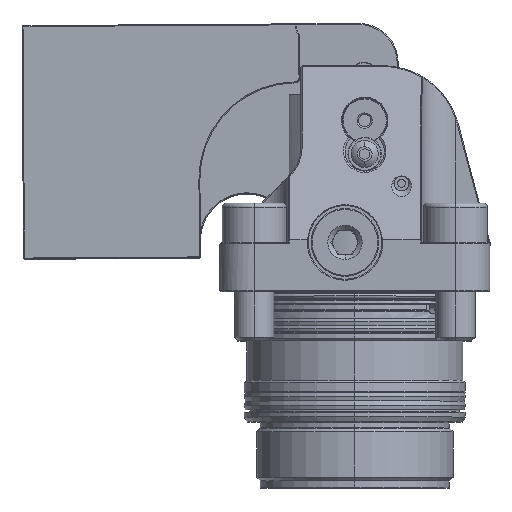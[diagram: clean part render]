
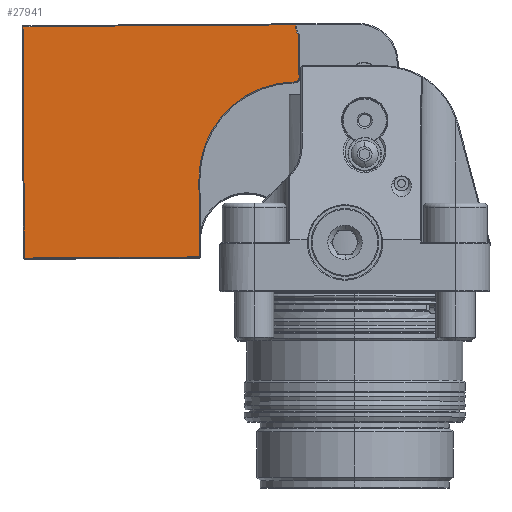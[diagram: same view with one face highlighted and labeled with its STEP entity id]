
A CAD part, top view. The second image highlights one B-rep face of the part: STEP entity #27941.
In plain terms, the highlighted planar face has unit normal (0, 0, 1).
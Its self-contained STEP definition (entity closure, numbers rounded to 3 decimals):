
#3669 = VERTEX_POINT ( 'NONE', #6790 ) ;
#3840 = EDGE_CURVE ( 'NONE', #8234, #27299, #22060, .T. ) ;
#3895 = VECTOR ( 'NONE', #16896, 1000. ) ;
#4197 = EDGE_CURVE ( 'NONE', #18466, #3669, #11531, .T. ) ;
#4604 = CARTESIAN_POINT ( 'NONE',  ( -1.927, 7.254, 17.5 ) ) ;
#4735 = DIRECTION ( 'NONE',  ( 1., 0.006, 0. ) ) ;
#5983 = DIRECTION ( 'NONE',  ( -0.006, 1., 0. ) ) ;
#6269 = EDGE_CURVE ( 'NONE', #27299, #8307, #17489, .T. ) ;
#6462 = DIRECTION ( 'NONE',  ( 0., 0., -1. ) ) ;
#6553 = VECTOR ( 'NONE', #11201, 1000. ) ;
#6790 = CARTESIAN_POINT ( 'NONE',  ( -11.419, 52.284, 17.5 ) ) ;
#6962 = CARTESIAN_POINT ( 'NONE',  ( -12.029, 53.79, 17.5 ) ) ;
#7097 = CIRCLE ( 'NONE', #26801, 0.8 ) ;
#7478 = VERTEX_POINT ( 'NONE', #18806 ) ;
#8234 = VERTEX_POINT ( 'NONE', #11268 ) ;
#8307 = VERTEX_POINT ( 'NONE', #26233 ) ;
#8649 = CARTESIAN_POINT ( 'NONE',  ( -11.362, 43.494, 17.5 ) ) ;
#8694 = ORIENTED_EDGE ( 'NONE', *, *, #29363, .T. ) ;
#9209 = FACE_OUTER_BOUND ( 'NONE', #23993, .T. ) ;
#9417 = VECTOR ( 'NONE', #5983, 1000. ) ;
#9526 = AXIS2_PLACEMENT_3D ( 'NONE', #18630, #22951, #4735 ) ;
#10112 = LINE ( 'NONE', #4604, #3895 ) ;
#10686 = EDGE_CURVE ( 'NONE', #3669, #26314, #20932, .T. ) ;
#10958 = VERTEX_POINT ( 'NONE', #24365 ) ;
#11201 = DIRECTION ( 'NONE',  ( -0.006, 1., 0. ) ) ;
#11268 = CARTESIAN_POINT ( 'NONE',  ( -31.626, 7.062, 17.5 ) ) ;
#11531 = LINE ( 'NONE', #23733, #20767 ) ;
#11533 = DIRECTION ( 'NONE',  ( 1., 0.006, 0. ) ) ;
#11539 = EDGE_CURVE ( 'NONE', #8307, #18466, #7097, .T. ) ;
#11540 = DIRECTION ( 'NONE',  ( 0., 0., -1. ) ) ;
#12851 = ORIENTED_EDGE ( 'NONE', *, *, #26335, .T. ) ;
#13168 = LINE ( 'NONE', #13317, #26853 ) ;
#13317 = CARTESIAN_POINT ( 'NONE',  ( -67.299, 18.131, 17.5 ) ) ;
#13509 = PLANE ( 'NONE',  #9526 ) ;
#13920 = ORIENTED_EDGE ( 'NONE', *, *, #3840, .T. ) ;
#15488 = CARTESIAN_POINT ( 'NONE',  ( -12.032, 54.29, 17.5 ) ) ;
#15750 = CARTESIAN_POINT ( 'NONE',  ( -2.232, 54.353, 17.5 ) ) ;
#15796 = VERTEX_POINT ( 'NONE', #15488 ) ;
#15820 = LINE ( 'NONE', #25251, #6553 ) ;
#15866 = DIRECTION ( 'NONE',  ( 1., 0.006, 0. ) ) ;
#16896 = DIRECTION ( 'NONE',  ( 1., 0.006, 0. ) ) ;
#17489 = CIRCLE ( 'NONE', #25897, 19.7 ) ;
#18065 = CARTESIAN_POINT ( 'NONE',  ( -9.829, 53.804, 17.5 ) ) ;
#18466 = VERTEX_POINT ( 'NONE', #8649 ) ;
#18630 = CARTESIAN_POINT ( 'NONE',  ( -2., 18.554, 17.5 ) ) ;
#18649 = CARTESIAN_POINT ( 'NONE',  ( -12.162, 43.489, 17.5 ) ) ;
#18654 = ORIENTED_EDGE ( 'NONE', *, *, #26013, .T. ) ;
#18806 = CARTESIAN_POINT ( 'NONE',  ( -67.531, 53.93, 17.5 ) ) ;
#19169 = ORIENTED_EDGE ( 'NONE', *, *, #27986, .T. ) ;
#19426 = AXIS2_PLACEMENT_3D ( 'NONE', #18065, #6462, #15866 ) ;
#20767 = VECTOR ( 'NONE', #20969, 1000. ) ;
#20932 = CIRCLE ( 'NONE', #19426, 2.2 ) ;
#20969 = DIRECTION ( 'NONE',  ( -0.006, 1., 0. ) ) ;
#21180 = DIRECTION ( 'NONE',  ( -1., -0.006, 0. ) ) ;
#22060 = LINE ( 'NONE', #24211, #9417 ) ;
#22609 = ORIENTED_EDGE ( 'NONE', *, *, #11539, .T. ) ;
#22761 = DIRECTION ( 'NONE',  ( 0.006, -1., 0. ) ) ;
#22951 = DIRECTION ( 'NONE',  ( 0., 0., 1. ) ) ;
#23454 = DIRECTION ( 'NONE',  ( 1., 0.006, 0. ) ) ;
#23533 = ORIENTED_EDGE ( 'NONE', *, *, #6269, .T. ) ;
#23733 = CARTESIAN_POINT ( 'NONE',  ( -11.419, 52.365, 17.5 ) ) ;
#23993 = EDGE_LOOP ( 'NONE', ( #22609, #27536, #28761, #19169, #12851, #8694, #18654, #13920, #23533 ) ) ;
#24211 = CARTESIAN_POINT ( 'NONE',  ( -31.729, 22.861, 17.5 ) ) ;
#24365 = CARTESIAN_POINT ( 'NONE',  ( -67.225, 6.831, 17.5 ) ) ;
#25251 = CARTESIAN_POINT ( 'NONE',  ( -12.033, 54.49, 17.5 ) ) ;
#25897 = AXIS2_PLACEMENT_3D ( 'NONE', #28683, #11540, #23454 ) ;
#26013 = EDGE_CURVE ( 'NONE', #10958, #8234, #10112, .T. ) ;
#26069 = VECTOR ( 'NONE', #21180, 1000. ) ;
#26233 = CARTESIAN_POINT ( 'NONE',  ( -12.157, 42.689, 17.5 ) ) ;
#26314 = VERTEX_POINT ( 'NONE', #6962 ) ;
#26335 = EDGE_CURVE ( 'NONE', #15796, #7478, #27808, .T. ) ;
#26801 = AXIS2_PLACEMENT_3D ( 'NONE', #18649, #27746, #11533 ) ;
#26853 = VECTOR ( 'NONE', #22761, 1000. ) ;
#27299 = VERTEX_POINT ( 'NONE', #29194 ) ;
#27536 = ORIENTED_EDGE ( 'NONE', *, *, #4197, .T. ) ;
#27746 = DIRECTION ( 'NONE',  ( 0., 0., 1. ) ) ;
#27808 = LINE ( 'NONE', #15750, #26069 ) ;
#27941 = ADVANCED_FACE ( 'NONE', ( #9209 ), #13509, .T. ) ;
#27986 = EDGE_CURVE ( 'NONE', #26314, #15796, #15820, .T. ) ;
#28683 = CARTESIAN_POINT ( 'NONE',  ( -12.029, 22.989, 17.5 ) ) ;
#28761 = ORIENTED_EDGE ( 'NONE', *, *, #10686, .T. ) ;
#29194 = CARTESIAN_POINT ( 'NONE',  ( -31.729, 22.861, 17.5 ) ) ;
#29363 = EDGE_CURVE ( 'NONE', #7478, #10958, #13168, .T. ) ;
